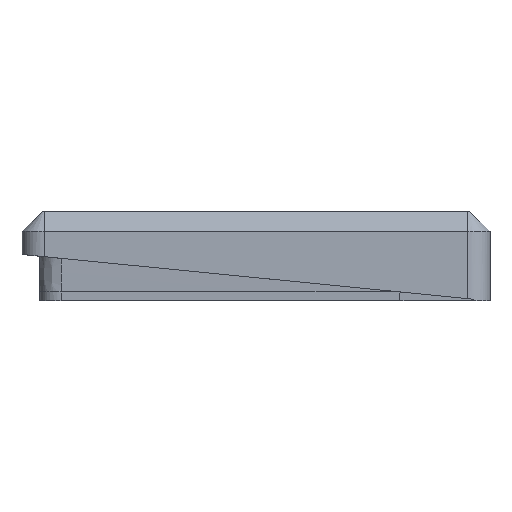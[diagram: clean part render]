
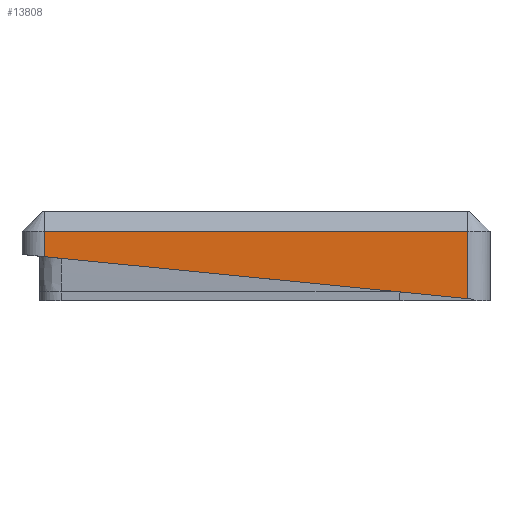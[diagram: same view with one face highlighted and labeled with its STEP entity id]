
A CAD part, left-side view. The second image highlights one B-rep face of the part: STEP entity #13808.
In plain terms, the highlighted planar face has unit normal (-1, 0, 0).
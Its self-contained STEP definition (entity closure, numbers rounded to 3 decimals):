
#580=PLANE('',#15096);
#1262=FACE_OUTER_BOUND('',#2099,.T.);
#2099=EDGE_LOOP('',(#12405,#12406,#12407,#12408));
#3376=LINE('',#22944,#4755);
#3387=LINE('',#22969,#4766);
#3392=LINE('',#22988,#4771);
#3397=LINE('',#23022,#4776);
#4755=VECTOR('',#18694,10.);
#4766=VECTOR('',#18725,10.);
#4771=VECTOR('',#18752,10.);
#4776=VECTOR('',#18767,10.);
#6711=VERTEX_POINT('',#22940);
#6712=VERTEX_POINT('',#22942);
#6713=VERTEX_POINT('',#22946);
#6719=VERTEX_POINT('',#22986);
#8600=EDGE_CURVE('',#6712,#6711,#3376,.T.);
#8613=EDGE_CURVE('',#6711,#6713,#3387,.T.);
#8621=EDGE_CURVE('',#6712,#6719,#3392,.T.);
#8631=EDGE_CURVE('',#6713,#6719,#3397,.T.);
#12405=ORIENTED_EDGE('',*,*,#8621,.T.);
#12406=ORIENTED_EDGE('',*,*,#8631,.F.);
#12407=ORIENTED_EDGE('',*,*,#8613,.F.);
#12408=ORIENTED_EDGE('',*,*,#8600,.F.);
#13808=ADVANCED_FACE('',(#1262),#580,.T.);
#15096=AXIS2_PLACEMENT_3D('',#23078,#18821,#18822);
#18694=DIRECTION('',(0.,0.,1.));
#18725=DIRECTION('',(0.,-1.,0.));
#18752=DIRECTION('',(0.,-0.995,-0.099));
#18767=DIRECTION('',(0.,0.,-1.));
#18821=DIRECTION('center_axis',(-1.,0.,0.));
#18822=DIRECTION('ref_axis',(0.,-1.,0.));
#22940=CARTESIAN_POINT('',(14.738,-33.924,9.1));
#22942=CARTESIAN_POINT('',(14.738,-33.924,3.401));
#22944=CARTESIAN_POINT('',(14.738,-33.924,0.));
#22946=CARTESIAN_POINT('',(14.738,-128.787,9.1));
#22969=CARTESIAN_POINT('',(14.738,-52.639,9.1));
#22986=CARTESIAN_POINT('',(14.738,-128.787,-6.004));
#22988=CARTESIAN_POINT('',(14.738,-31.115,3.679));
#23022=CARTESIAN_POINT('',(14.738,-128.787,0.));
#23078=CARTESIAN_POINT('Origin',(14.738,-28.924,0.));
